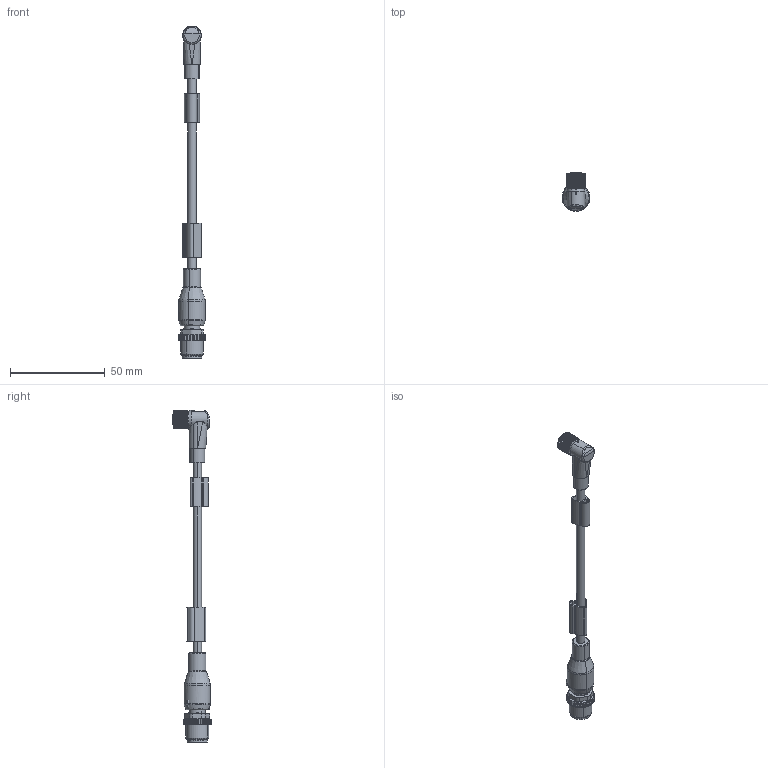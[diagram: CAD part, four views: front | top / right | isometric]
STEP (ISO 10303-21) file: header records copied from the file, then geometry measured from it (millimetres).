
FILE_DESCRIPTION(('CATIA V5 STEP Exchange','CAx-IF Rec.Pracs.--- Model Styling and Organization---1.4--- 2014-01-23'),'2;1');
FILE_NAME ('396679-2_0', '2022-12-12T12:24:31+00:00', ('none'), ('Weidmueller'), 'CATIA Version 5-6 Release 2016 SP3 HF44', 'CATIA V5 STEP AP214', 'none');
FILE_SCHEMA(('AUTOMOTIVE_DESIGN { 1 0 10303 214 1 1 1 1 }'));
Length unit declared in the file: millimetre
Products named in the file (1): 9457980800
Bounding box: 14.6 x 20.16 x 174.75 mm (x, y, z)
Volume: 9463.7 mm3; surface area: 10179.4 mm2
Topology: 23 solids, 23 shells, 1222 faces, 3195 edges, 2053 vertices
Faces by surface type: plane 506, cylinder 424, cone 155, torus 102, bspline 21, sphere 10, revolution 4
Entity records: 37255 total; most frequent: CARTESIAN_POINT 10386, ORIENTED_EDGE 6334, DIRECTION 4068, EDGE_CURVE 3167, VERTEX_POINT 2053, AXIS2_PLACEMENT_3D 1984, EDGE_LOOP 1326, VECTOR 1253
